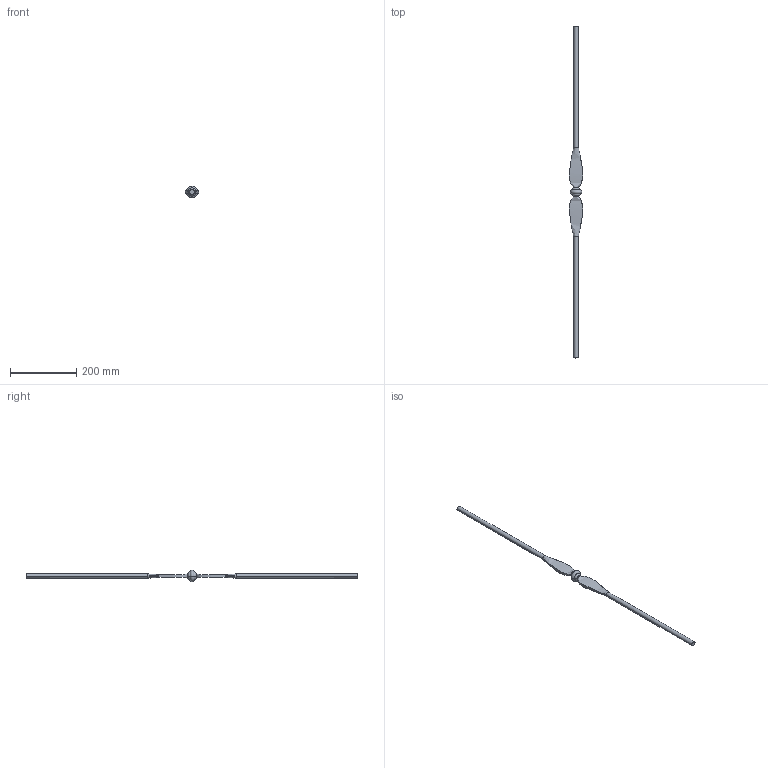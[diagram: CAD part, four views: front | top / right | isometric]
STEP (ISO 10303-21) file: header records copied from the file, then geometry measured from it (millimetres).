
FILE_DESCRIPTION (( 'STEP AP203' ), '1' );
FILE_NAME ('1281.step', '2020-09-18T06:02:33', ( '' ), ( '' ), 'SwSTEP 2.0', 'SolidWorks 2018', '' );
FILE_SCHEMA (( 'CONFIG_CONTROL_DESIGN' ));
Length unit declared in the file: millimetre
Products named in the file (2): 1281
Bounding box: 39.83 x 1000 x 34.96 mm (x, y, z)
Volume: 181648.3 mm3; surface area: 53848.5 mm2
Topology: 1 solids, 1 shells, 188 faces, 495 edges, 326 vertices
Faces by surface type: plane 91, bspline 79, cylinder 12, torus 6
Entity records: 9909 total; most frequent: CARTESIAN_POINT 5599, ORIENTED_EDGE 990, DIRECTION 609, EDGE_CURVE 495, VERTEX_POINT 326, VECTOR 299, LINE 299, EDGE_LOOP 205
